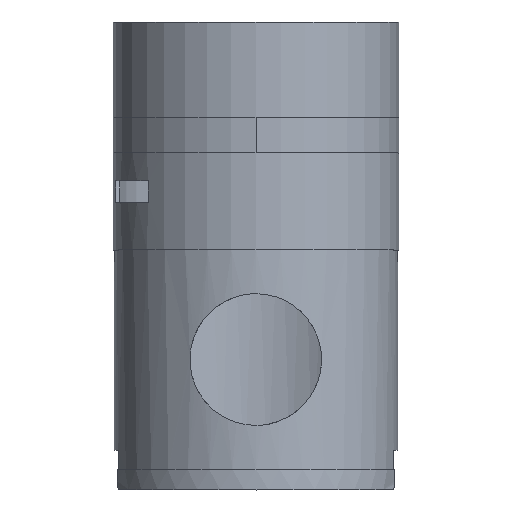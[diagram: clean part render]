
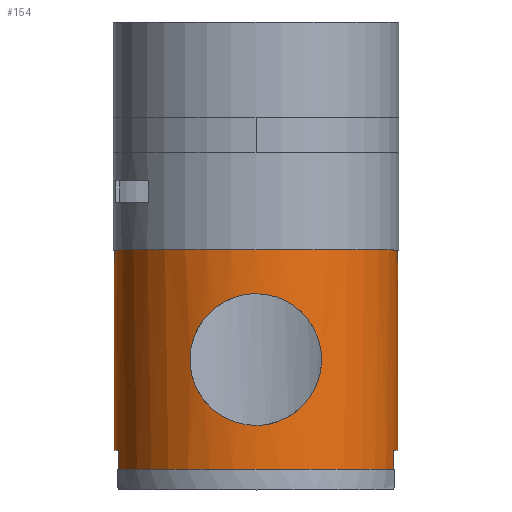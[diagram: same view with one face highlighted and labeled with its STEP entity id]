
A CAD part, top view. The second image highlights one B-rep face of the part: STEP entity #154.
In plain terms, the highlighted cylindrical face has radius 32.25 mm (diameter 64.5 mm), a partial arc.
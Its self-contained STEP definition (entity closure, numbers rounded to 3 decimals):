
#38=FACE_BOUND('',#275,.F.);
#154=ADVANCED_FACE('',(#38,#213),#651,.T.);
#213=FACE_OUTER_BOUND('',#276,.F.);
#275=EDGE_LOOP('',(#468,#469));
#276=EDGE_LOOP('',(#470,#471,#472,#473,#474,#475,#476,#477));
#468=ORIENTED_EDGE('',*,*,#1225,.F.);
#469=ORIENTED_EDGE('',*,*,#1224,.F.);
#470=ORIENTED_EDGE('',*,*,#1285,.T.);
#471=ORIENTED_EDGE('',*,*,#1235,.F.);
#472=ORIENTED_EDGE('',*,*,#1231,.T.);
#473=ORIENTED_EDGE('',*,*,#1287,.T.);
#474=ORIENTED_EDGE('',*,*,#1233,.F.);
#475=ORIENTED_EDGE('',*,*,#1236,.F.);
#476=ORIENTED_EDGE('',*,*,#1286,.F.);
#477=ORIENTED_EDGE('',*,*,#1288,.T.);
#651=CYLINDRICAL_SURFACE('',#1618,32.25);
#987=B_SPLINE_CURVE_WITH_KNOTS('',3,(#2118,#2119,#2120,#2121,#2122,#2123,#2124,
#2125,#2126,#2127,#2128,#2129,#2130,#2131,#2132,#2133,#2134,#2135,#2136,#2137,
#2138,#2139,#2140,#2141,#2142,#2143),.UNSPECIFIED.,.F.,.F.,(4,1,1,1,1,1,1,1,1,1,
1,1,1,1,1,1,1,1,1,1,1,1,1,4),(0.,0.059,0.099,
0.146,0.191,0.234,0.276,
0.317,0.358,0.398,0.439,
0.48,0.52,0.561,0.602,
0.642,0.683,0.724,0.766,
0.809,0.854,0.901,0.941,1.),
.UNSPECIFIED.);
#988=B_SPLINE_CURVE_WITH_KNOTS('',3,(#2144,#2145,#2146,#2147,#2148,#2149,#2150,
#2151,#2152,#2153,#2154,#2155,#2156,#2157,#2158,#2159,#2160,#2161,#2162,#2163,
#2164,#2165,#2166,#2167,#2168,#2169),.UNSPECIFIED.,.F.,.F.,(4,1,1,1,1,1,1,1,1,1,
1,1,1,1,1,1,1,1,1,1,1,1,1,4),(0.,0.059,0.099,
0.146,0.191,0.234,0.276,
0.317,0.358,0.398,0.439,
0.48,0.52,0.561,0.602,
0.642,0.683,0.724,0.766,
0.809,0.854,0.901,0.941,1.),
.UNSPECIFIED.);
#1030=LINE('',#2175,#1123);
#1032=LINE('',#2177,#1125);
#1057=LINE('',#2343,#1150);
#1058=LINE('',#2344,#1151);
#1123=VECTOR('',#1735,4.396);
#1125=VECTOR('',#1737,4.396);
#1150=VECTOR('',#1796,45.604);
#1151=VECTOR('',#1797,45.604);
#1224=EDGE_CURVE('',#1434,#1433,#987,.T.);
#1225=EDGE_CURVE('',#1433,#1434,#988,.T.);
#1231=EDGE_CURVE('',#1427,#1428,#1030,.T.);
#1233=EDGE_CURVE('',#1425,#1426,#1032,.T.);
#1235=EDGE_CURVE('',#1427,#1424,#1362,.T.);
#1236=EDGE_CURVE('',#1423,#1425,#1363,.T.);
#1285=EDGE_CURVE('',#1399,#1424,#1057,.T.);
#1286=EDGE_CURVE('',#1398,#1423,#1058,.T.);
#1287=EDGE_CURVE('',#1428,#1426,#1378,.T.);
#1288=EDGE_CURVE('',#1398,#1399,#1379,.T.);
#1362=CIRCLE('',#1575,32.25);
#1363=CIRCLE('',#1576,32.25);
#1378=CIRCLE('',#1591,32.25);
#1379=CIRCLE('',#1592,32.25);
#1398=VERTEX_POINT('',#2011);
#1399=VERTEX_POINT('',#2012);
#1423=VERTEX_POINT('',#2036);
#1424=VERTEX_POINT('',#2037);
#1425=VERTEX_POINT('',#2038);
#1426=VERTEX_POINT('',#2039);
#1427=VERTEX_POINT('',#2040);
#1428=VERTEX_POINT('',#2041);
#1433=VERTEX_POINT('',#2046);
#1434=VERTEX_POINT('',#2047);
#1575=AXIS2_PLACEMENT_3D('',#2179,#1740,#1741);
#1576=AXIS2_PLACEMENT_3D('',#2180,#1742,#1743);
#1591=AXIS2_PLACEMENT_3D('',#2345,#1798,#1799);
#1592=AXIS2_PLACEMENT_3D('',#2346,#1800,#1801);
#1618=AXIS2_PLACEMENT_3D('',#2380,#1860,#1861);
#1735=DIRECTION('',(0.,-1.,0.));
#1737=DIRECTION('',(0.,-1.,0.));
#1740=DIRECTION('',(0.,1.,0.));
#1741=DIRECTION('',(0.972,0.,0.233));
#1742=DIRECTION('',(0.,1.,0.));
#1743=DIRECTION('',(-1.,0.,0.));
#1796=DIRECTION('',(0.,-1.,0.));
#1797=DIRECTION('',(0.,-1.,0.));
#1798=DIRECTION('',(0.,-1.,0.));
#1799=DIRECTION('',(0.972,0.,0.233));
#1800=DIRECTION('',(0.,1.,0.));
#1801=DIRECTION('',(-1.,0.,0.));
#1860=DIRECTION('',(0.,1.,0.));
#1861=DIRECTION('',(-1.,0.,0.));
#2011=CARTESIAN_POINT('',(52.856,33.083,5.5));
#2012=CARTESIAN_POINT('',(117.356,33.083,5.5));
#2036=CARTESIAN_POINT('',(52.856,-12.521,5.5));
#2037=CARTESIAN_POINT('',(117.356,-12.521,5.5));
#2038=CARTESIAN_POINT('',(53.745,-12.521,13.02));
#2039=CARTESIAN_POINT('',(53.745,-16.917,13.02));
#2040=CARTESIAN_POINT('',(116.467,-12.521,13.02));
#2041=CARTESIAN_POINT('',(116.467,-16.917,13.02));
#2046=CARTESIAN_POINT('',(85.057,-6.917,37.75));
#2047=CARTESIAN_POINT('',(85.057,23.083,37.75));
#2118=CARTESIAN_POINT('',(85.057,23.083,37.75));
#2119=CARTESIAN_POINT('',(85.993,23.083,37.751));
#2120=CARTESIAN_POINT('',(87.57,22.934,37.684));
#2121=CARTESIAN_POINT('',(89.817,22.358,37.425));
#2122=CARTESIAN_POINT('',(91.745,21.567,37.08));
#2123=CARTESIAN_POINT('',(93.563,20.496,36.638));
#2124=CARTESIAN_POINT('',(95.146,19.242,36.16));
#2125=CARTESIAN_POINT('',(96.508,17.836,35.677));
#2126=CARTESIAN_POINT('',(97.657,16.296,35.215));
#2127=CARTESIAN_POINT('',(98.597,14.633,34.798));
#2128=CARTESIAN_POINT('',(99.32,12.858,34.451));
#2129=CARTESIAN_POINT('',(99.815,10.991,34.201));
#2130=CARTESIAN_POINT('',(100.068,9.06,34.07));
#2131=CARTESIAN_POINT('',(100.068,7.106,34.07));
#2132=CARTESIAN_POINT('',(99.815,5.175,34.201));
#2133=CARTESIAN_POINT('',(99.32,3.308,34.451));
#2134=CARTESIAN_POINT('',(98.597,1.533,34.798));
#2135=CARTESIAN_POINT('',(97.657,-0.13,
35.215));
#2136=CARTESIAN_POINT('',(96.508,-1.67,35.677));
#2137=CARTESIAN_POINT('',(95.146,-3.076,36.16));
#2138=CARTESIAN_POINT('',(93.563,-4.33,36.638));
#2139=CARTESIAN_POINT('',(91.745,-5.401,37.08));
#2140=CARTESIAN_POINT('',(89.817,-6.192,37.425));
#2141=CARTESIAN_POINT('',(87.57,-6.768,37.684));
#2142=CARTESIAN_POINT('',(85.993,-6.917,37.751));
#2143=CARTESIAN_POINT('',(85.057,-6.917,37.75));
#2144=CARTESIAN_POINT('',(85.057,-6.917,37.75));
#2145=CARTESIAN_POINT('',(84.121,-6.917,37.748));
#2146=CARTESIAN_POINT('',(82.543,-6.768,37.676));
#2147=CARTESIAN_POINT('',(80.296,-6.192,37.41));
#2148=CARTESIAN_POINT('',(78.37,-5.401,37.059));
#2149=CARTESIAN_POINT('',(76.553,-4.331,36.612));
#2150=CARTESIAN_POINT('',(74.971,-3.078,36.129));
#2151=CARTESIAN_POINT('',(73.609,-1.674,35.641));
#2152=CARTESIAN_POINT('',(72.46,-0.134,
35.174));
#2153=CARTESIAN_POINT('',(71.52,1.529,34.753));
#2154=CARTESIAN_POINT('',(70.796,3.303,34.404));
#2155=CARTESIAN_POINT('',(70.3,5.172,34.151));
#2156=CARTESIAN_POINT('',(70.047,7.105,34.018));
#2157=CARTESIAN_POINT('',(70.047,9.061,34.018));
#2158=CARTESIAN_POINT('',(70.3,10.994,34.151));
#2159=CARTESIAN_POINT('',(70.796,12.863,34.404));
#2160=CARTESIAN_POINT('',(71.52,14.638,34.753));
#2161=CARTESIAN_POINT('',(72.46,16.3,35.174));
#2162=CARTESIAN_POINT('',(73.609,17.84,35.641));
#2163=CARTESIAN_POINT('',(74.971,19.244,36.129));
#2164=CARTESIAN_POINT('',(76.554,20.497,36.612));
#2165=CARTESIAN_POINT('',(78.37,21.567,37.059));
#2166=CARTESIAN_POINT('',(80.297,22.358,37.41));
#2167=CARTESIAN_POINT('',(82.543,22.934,37.676));
#2168=CARTESIAN_POINT('',(84.121,23.083,37.748));
#2169=CARTESIAN_POINT('',(85.057,23.083,37.75));
#2175=CARTESIAN_POINT('',(116.467,-12.521,13.02));
#2177=CARTESIAN_POINT('',(53.745,-12.521,13.02));
#2179=CARTESIAN_POINT('',(85.106,-12.521,5.5));
#2180=CARTESIAN_POINT('',(85.106,-12.521,5.5));
#2343=CARTESIAN_POINT('',(117.356,33.083,5.5));
#2344=CARTESIAN_POINT('',(52.856,33.083,5.5));
#2345=CARTESIAN_POINT('',(85.106,-16.917,5.5));
#2346=CARTESIAN_POINT('',(85.106,33.083,5.5));
#2380=CARTESIAN_POINT('',(85.106,33.083,5.5));
